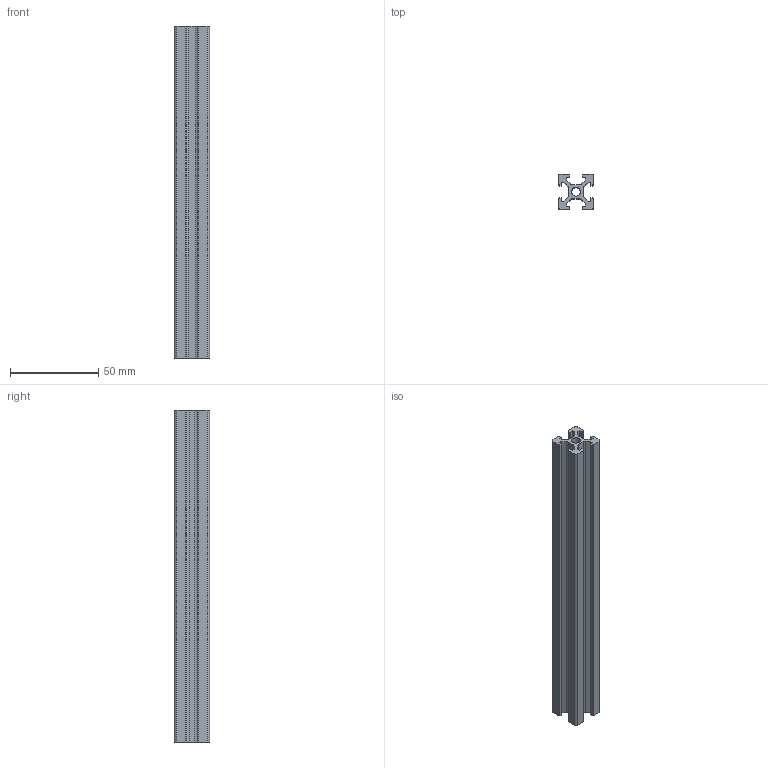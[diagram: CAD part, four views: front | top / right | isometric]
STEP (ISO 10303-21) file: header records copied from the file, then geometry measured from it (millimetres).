
FILE_DESCRIPTION(/* description */ (''),/* implementation_level */ '2;1');
FILE_NAME(/* name */ 'Профиль11223.stp',/* time_stamp */ '2023-11-01T20:45:44+03:00',/* author */ (''),/* organization */ (''),/* preprocessor_version */ 'ST-DEVELOPER v16.7',/* originating_system */ 'SIEMENS PLM Software NX 12.0',/* authorisation */ '');
FILE_SCHEMA (('AUTOMOTIVE_DESIGN { 1 0 10303 214 3 1 1 1 }'));
Length unit declared in the file: millimetre
Products named in the file (1): Профиль11223
Bounding box: 20 x 20 x 188 mm (x, y, z)
Volume: 33631.5 mm3; surface area: 29924.6 mm2
Topology: 1 solids, 1 shells, 83 faces, 244 edges, 163 vertices
Faces by surface type: plane 62, cylinder 21
Full cylindrical faces by diameter (mm): 5 x1
Entity records: 2762 total; most frequent: CARTESIAN_POINT 488, ORIENTED_EDGE 484, DIRECTION 452, EDGE_CURVE 242, LINE 200, VECTOR 200, VERTEX_POINT 162, AXIS2_PLACEMENT_3D 126
